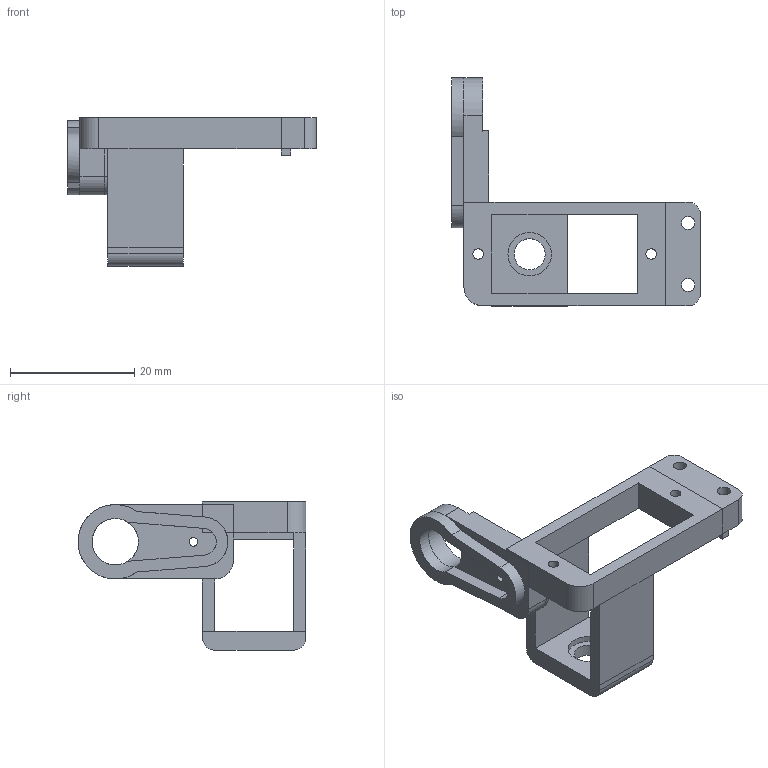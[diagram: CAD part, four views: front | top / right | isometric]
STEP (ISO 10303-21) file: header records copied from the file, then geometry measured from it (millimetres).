
FILE_DESCRIPTION(('FreeCAD Model'),'2;1');
FILE_NAME('Open CASCADE Shape Model','2024-12-05T21:32:22',(''),(''), 'Open CASCADE STEP processor 7.6','FreeCAD','Unknown');
FILE_SCHEMA(('AUTOMOTIVE_DESIGN { 1 0 10303 214 1 1 1 1 }'));
Length unit declared in the file: millimetre
Products named in the file (1): Pad004002002003
Bounding box: 40.15 x 36.75 x 23.9 mm (x, y, z)
Volume: 3945.5 mm3; surface area: 3969.5 mm2
Topology: 1 solids, 1 shells, 76 faces, 190 edges, 114 vertices
Faces by surface type: plane 55, cylinder 21
Full cylindrical faces by diameter (mm): 1.4 x1, 1.7 x2, 2.1 x2, 5 x1, 7 x1, 7.5 x1
Entity records: 4771 total; most frequent: CARTESIAN_POINT 886, DIRECTION 729, LINE 460, VECTOR 460, ORIENTED_EDGE 380, PCURVE 380, DEFINITIONAL_REPRESENTATION 380, EDGE_CURVE 190
